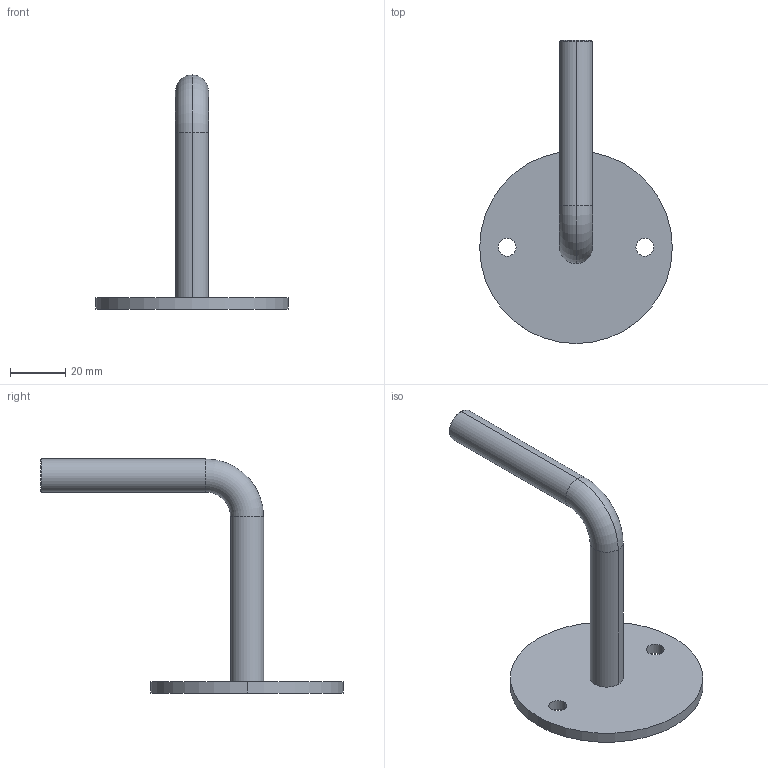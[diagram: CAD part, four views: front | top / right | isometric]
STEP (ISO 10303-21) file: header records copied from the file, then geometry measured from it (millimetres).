
FILE_DESCRIPTION (( 'STEP AP203' ), '1' );
FILE_NAME ('50300-V4A.STEP', '2020-09-14T11:07:35', ( '' ), ( '' ), 'SwSTEP 2.0', 'SolidWorks 2018', '' );
FILE_SCHEMA (( 'CONFIG_CONTROL_DESIGN' ));
Length unit declared in the file: millimetre
Products named in the file (7): 50300-V4A Teil2; 50300-V4A Teil1_50300-V4A Teil1; socket countersunk head screw_din; 50300-V4A Teil2_50300-V4A Teil2; socket countersunk head screw_din_DIN 7991 - M6 x 16 --- 9.7S; 50300-V4A Teil1; 50300-V4A
Assembly tree (3 placements, depth 2):
  50300-V4A Teil2
  socket countersunk head screw_din
  50300-V4A Teil1
  50300-V4A
    50300-V4A Teil1_50300-V4A Teil1
    50300-V4A Teil2_50300-V4A Teil2
    socket countersunk head screw_din_DIN 7991 - M6 x 16 --- 9.7S
Bounding box: 70 x 110 x 85 mm (x, y, z)
Volume: 31113.3 mm3; surface area: 15222.8 mm2
Topology: 3 solids, 3 shells, 334 faces, 861 edges, 556 vertices
Faces by surface type: plane 141, bspline 97, cone 54, cylinder 38, torus 4
Entity records: 16295 total; most frequent: CARTESIAN_POINT 8067, ORIENTED_EDGE 1714, DIRECTION 1307, EDGE_CURVE 857, VERTEX_POINT 556, VECTOR 507, LINE 507, AXIS2_PLACEMENT_3D 400
